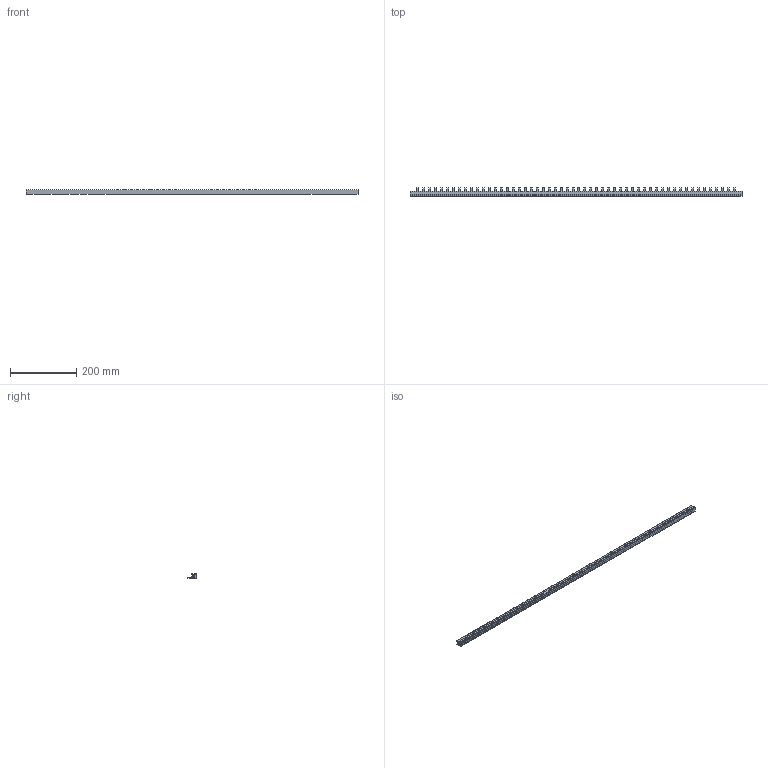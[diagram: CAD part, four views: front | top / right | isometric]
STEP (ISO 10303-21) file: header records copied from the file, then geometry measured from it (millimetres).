
FILE_DESCRIPTION((''),'2;1');
FILE_NAME('PRT0001','2024-04-28T',('dell'),(''),'PRO/ENGINEER BY PARAMETRIC TECHNOLOGY CORPORATION, 2013230','PRO/ENGINEER BY PARAMETRIC TECHNOLOGY CORPORATION, 2013230','');
FILE_SCHEMA(('AUTOMOTIVE_DESIGN { 1 0 10303 214 1 1 1 1 }'));
Length unit declared in the file: millimetre
Products named in the file (1): PRT0001
Bounding box: 1000 x 27 x 15.02 mm (x, y, z)
Volume: 161170.2 mm3; surface area: 145715.3 mm2
Topology: 1 solids, 1 shells, 844 faces, 2418 edges, 1576 vertices
Faces by surface type: plane 488, cylinder 356
Entity records: 27611 total; most frequent: CARTESIAN_POINT 4840, ORIENTED_EDGE 4836, DIRECTION 4818, EDGE_CURVE 2418, VECTOR 1706, LINE 1706, VERTEX_POINT 1576, AXIS2_PLACEMENT_3D 1556
